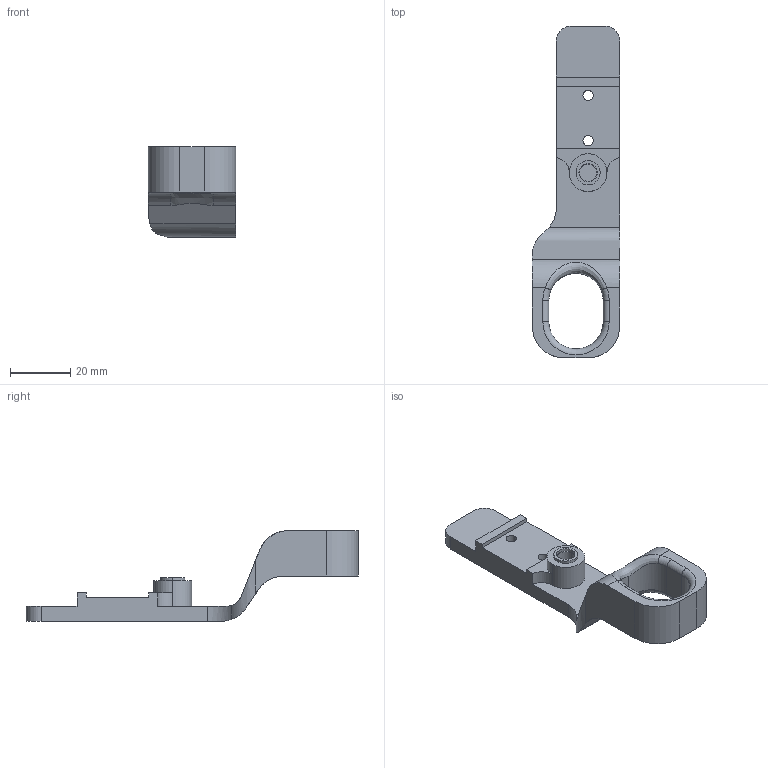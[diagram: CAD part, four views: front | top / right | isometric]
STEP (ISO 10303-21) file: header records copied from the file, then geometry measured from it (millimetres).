
FILE_DESCRIPTION (( 'STEP AP214' ), '1' );
FILE_NAME ('right-pincer.STEP', '2025-08-20T01:15:23', ( '' ), ( '' ), 'SwSTEP 2.0', 'SolidWorks 2025', '' );
FILE_SCHEMA (( 'AUTOMOTIVE_DESIGN' ));
Length unit declared in the file: millimetre
Products named in the file (1): right-pincer
Bounding box: 29 x 110 x 30 mm (x, y, z)
Volume: 19016.7 mm3; surface area: 9128.7 mm2
Topology: 1 solids, 1 shells, 76 faces, 199 edges, 128 vertices
Faces by surface type: cylinder 38, plane 26, torus 7, bspline 5
Entity records: 2885 total; most frequent: CARTESIAN_POINT 950, DIRECTION 415, ORIENTED_EDGE 398, EDGE_CURVE 199, AXIS2_PLACEMENT_3D 161, VERTEX_POINT 128, LINE 93, VECTOR 93
